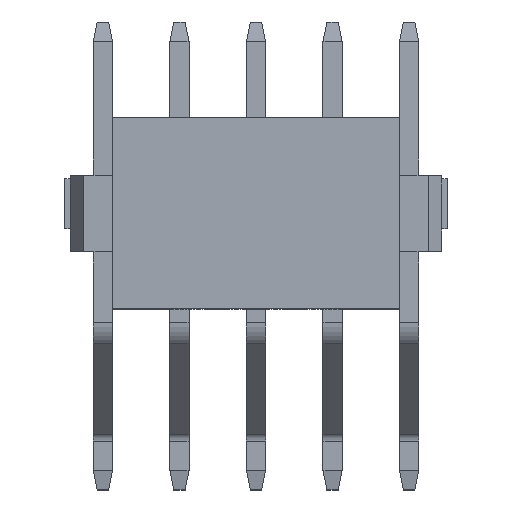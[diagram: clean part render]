
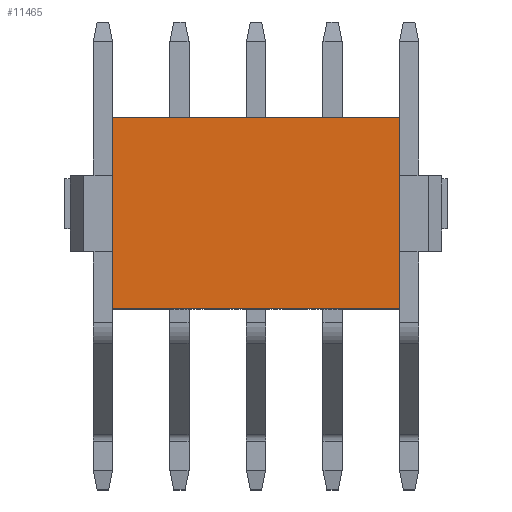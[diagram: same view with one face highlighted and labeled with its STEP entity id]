
A CAD part, top view. The second image highlights one B-rep face of the part: STEP entity #11465.
In plain terms, the highlighted planar face has unit normal (0, 0, 1).
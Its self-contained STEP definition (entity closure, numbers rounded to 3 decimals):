
#1618=ORIENTED_EDGE('',*,*,#3374,.T.);
#1619=ORIENTED_EDGE('',*,*,#3400,.F.);
#1620=ORIENTED_EDGE('',*,*,#3381,.F.);
#1621=ORIENTED_EDGE('',*,*,#3401,.T.);
#3374=EDGE_CURVE('',#4298,#4297,#5201,.T.);
#3381=EDGE_CURVE('',#4301,#4302,#5206,.T.);
#3400=EDGE_CURVE('',#4302,#4297,#5216,.T.);
#3401=EDGE_CURVE('',#4301,#4298,#5217,.T.);
#4297=VERTEX_POINT('',#15911);
#4298=VERTEX_POINT('',#15913);
#4301=VERTEX_POINT('',#15923);
#4302=VERTEX_POINT('',#15925);
#5201=LINE('',#15912,#6245);
#5206=LINE('',#15924,#6250);
#5216=LINE('',#15954,#6260);
#5217=LINE('',#15956,#6261);
#6245=VECTOR('',#13510,1000.);
#6250=VECTOR('',#13521,1000.);
#6260=VECTOR('',#13551,1000.);
#6261=VECTOR('',#13554,1000.);
#6889=EDGE_LOOP('',(#1618,#1619,#1620,#1621));
#7377=FACE_BOUND('',#6889,.T.);
#7826=PLANE('',#11997);
#11465=ADVANCED_FACE('',(#7377),#7826,.F.);
#11997=AXIS2_PLACEMENT_3D('',#15955,#13552,#13553);
#13510=DIRECTION('',(-1.,0.,0.));
#13521=DIRECTION('',(-1.,0.,0.));
#13551=DIRECTION('',(0.,1.,0.));
#13552=DIRECTION('',(0.,0.,-1.));
#13553=DIRECTION('',(-1.,0.,0.));
#13554=DIRECTION('',(0.,1.,0.));
#15911=CARTESIAN_POINT('',(-3.75,2.5,3.5));
#15912=CARTESIAN_POINT('',(3.75,2.5,3.5));
#15913=CARTESIAN_POINT('',(3.75,2.5,3.5));
#15923=CARTESIAN_POINT('',(3.75,-2.5,3.5));
#15924=CARTESIAN_POINT('',(3.75,-2.5,3.5));
#15925=CARTESIAN_POINT('',(-3.75,-2.5,3.5));
#15954=CARTESIAN_POINT('',(-3.75,-2.5,3.5));
#15955=CARTESIAN_POINT('',(3.75,-2.5,3.5));
#15956=CARTESIAN_POINT('',(3.75,-2.5,3.5));
